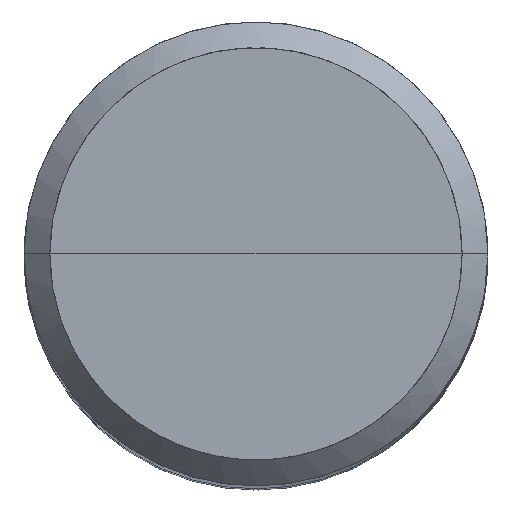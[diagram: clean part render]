
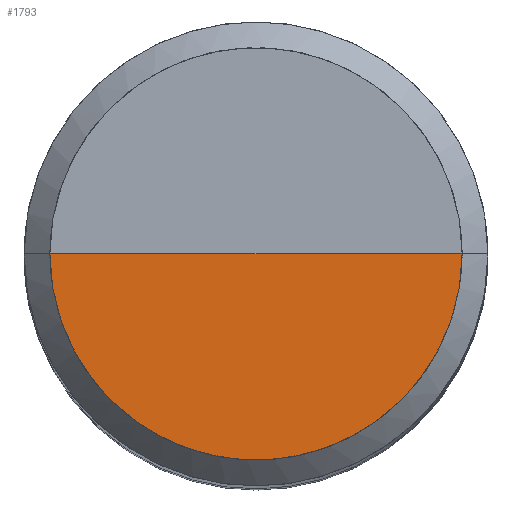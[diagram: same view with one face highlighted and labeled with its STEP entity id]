
A CAD part, top view. The second image highlights one B-rep face of the part: STEP entity #1793.
In plain terms, the highlighted free-form (B-spline) face has degree [1, 2] with [2, 5] control points.
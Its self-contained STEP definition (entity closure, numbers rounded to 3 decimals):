
#1480=CARTESIAN_POINT('',(8.0,0.0,58.0));
#1484=CARTESIAN_POINT('',(-8.0,0.0,58.0));
#1485=CARTESIAN_POINT('',(0.0,0.0,58.0));
#1492=CARTESIAN_POINT('',(-8.0,-8.0,58.0));
#1493=CARTESIAN_POINT('',(0.0,-8.0,58.0));
#1494=CARTESIAN_POINT('',(8.0,-8.0,58.0));
#1778=(
BOUNDED_SURFACE()
B_SPLINE_SURFACE(1,2,(
(#1484,#1492,#1493,#1494,#1480),
(#1485,#1485,#1485,#1485,#1485)
), .UNSPECIFIED.,.F.,.F.,.F.)
B_SPLINE_SURFACE_WITH_KNOTS((2,2),(3,2,3),(
0.0,1.0),(
0.0,0.5,1.0), .UNSPECIFIED.)
GEOMETRIC_REPRESENTATION_ITEM()
RATIONAL_B_SPLINE_SURFACE(((1.0,0.707,1.0,0.707,1.0),
(1.0,0.707,1.0,0.707,1.0)
))
REPRESENTATION_ITEM('')
SURFACE()
);
#1779=(
BOUNDED_CURVE()
B_SPLINE_CURVE(2,(#1480,#1494,#1493,#1492,#1484),.UNSPECIFIED.,.F.,.F.)
B_SPLINE_CURVE_WITH_KNOTS((3,2,3),
(0.0,0.5,1.0),.UNSPECIFIED.)
CURVE()
GEOMETRIC_REPRESENTATION_ITEM()
RATIONAL_B_SPLINE_CURVE((1.0,0.707,1.0,0.707,1.0))
REPRESENTATION_ITEM('')
);
#1780=(
BOUNDED_CURVE()
B_SPLINE_CURVE(1,(#1484,#1485),.UNSPECIFIED.,.F.,.F.)
B_SPLINE_CURVE_WITH_KNOTS((2,2),
(0.0,1.0),.UNSPECIFIED.)
CURVE()
GEOMETRIC_REPRESENTATION_ITEM()
RATIONAL_B_SPLINE_CURVE((1.0,1.0))
REPRESENTATION_ITEM('')
);
#1781=(
BOUNDED_CURVE()
B_SPLINE_CURVE(1,(#1485,#1480),.UNSPECIFIED.,.F.,.F.)
B_SPLINE_CURVE_WITH_KNOTS((2,2),
(0.0,1.0),.UNSPECIFIED.)
CURVE()
GEOMETRIC_REPRESENTATION_ITEM()
RATIONAL_B_SPLINE_CURVE((1.0,1.0))
REPRESENTATION_ITEM('')
);
#1782=VERTEX_POINT('',#1480);
#1783=VERTEX_POINT('',#1484);
#1784=VERTEX_POINT('',#1485);
#1785=EDGE_CURVE('',#1782,#1783,#1779,.T.);
#1786=EDGE_CURVE('',#1783,#1784,#1780,.T.);
#1787=EDGE_CURVE('',#1784,#1782,#1781,.T.);
#1788=ORIENTED_EDGE('',*,*,#1785,.T.);
#1789=ORIENTED_EDGE('',*,*,#1786,.T.);
#1790=ORIENTED_EDGE('',*,*,#1787,.T.);
#1791=EDGE_LOOP('',(#1788,#1789,#1790));
#1792=FACE_OUTER_BOUND('',#1791,.T.);
#1793=ADVANCED_FACE('',(#1792),#1778,.T.);
